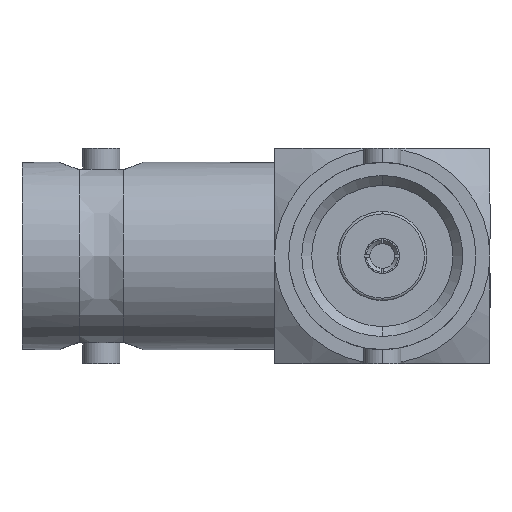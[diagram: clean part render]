
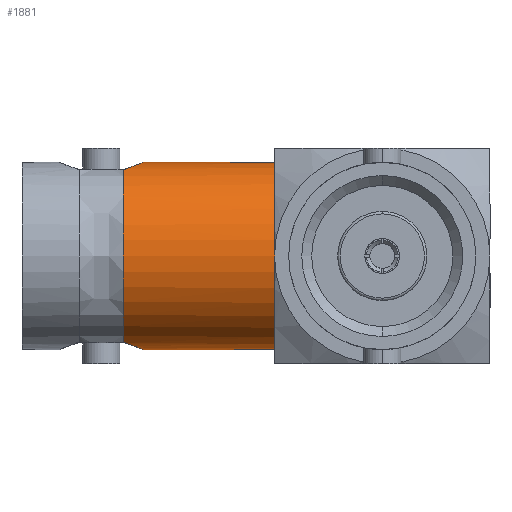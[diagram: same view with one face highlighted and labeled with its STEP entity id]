
A CAD part, left-side view. The second image highlights one B-rep face of the part: STEP entity #1881.
In plain terms, the highlighted cylindrical face has radius 4.801 mm (diameter 9.601 mm), a partial arc.
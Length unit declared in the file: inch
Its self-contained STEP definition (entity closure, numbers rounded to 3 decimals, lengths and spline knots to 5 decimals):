
#10 = DIRECTION ( 'NONE',  ( 0., 0., -1. ) ) ;
#55 = ORIENTED_EDGE ( 'NONE', *, *, #3569, .T. ) ;
#89 = EDGE_CURVE ( 'NONE', #2283, #1679, #2166, .T. ) ;
#251 = ORIENTED_EDGE ( 'NONE', *, *, #1953, .T. ) ;
#345 = CIRCLE ( 'NONE', #5422, 0.189 ) ;
#568 = CARTESIAN_POINT ( 'NONE',  ( -0.04631, 0.49695, -0.18335 ) ) ;
#574 = DIRECTION ( 'NONE',  ( 0., 1., 0. ) ) ;
#621 = DIRECTION ( 'NONE',  ( 0., 1., 0. ) ) ;
#637 = CARTESIAN_POINT ( 'NONE',  ( -0.06263, 0.50976, 0.17851 ) ) ;
#655 = AXIS2_PLACEMENT_3D ( 'NONE', #3981, #4611, #5611 ) ;
#679 = DIRECTION ( 'NONE',  ( 0., 1., 0. ) ) ;
#699 = CARTESIAN_POINT ( 'NONE',  ( -0.06197, 0.51026, -0.17863 ) ) ;
#840 = CARTESIAN_POINT ( 'NONE',  ( -0.07015, 0.52117, 0.1755 ) ) ;
#957 = CARTESIAN_POINT ( 'NONE',  ( -0.07015, 0.523, 0.1755 ) ) ;
#1519 = ORIENTED_EDGE ( 'NONE', *, *, #1662, .F. ) ;
#1662 = EDGE_CURVE ( 'NONE', #5971, #1785, #5252, .T. ) ;
#1679 = VERTEX_POINT ( 'NONE', #2633 ) ;
#1683 = ORIENTED_EDGE ( 'NONE', *, *, #2481, .T. ) ;
#1696 = CARTESIAN_POINT ( 'NONE',  ( 0., 0.16014, 0.189 ) ) ;
#1783 = EDGE_LOOP ( 'NONE', ( #1519, #251, #5248, #1683, #4801, #55, #3412, #2148 ) ) ;
#1785 = VERTEX_POINT ( 'NONE', #5988 ) ;
#1853 = DIRECTION ( 'NONE',  ( 0., -1., 0. ) ) ;
#1881 = ADVANCED_FACE ( 'NONE', ( #4112 ), #3548, .T. ) ;
#1953 = EDGE_CURVE ( 'NONE', #5971, #2283, #345, .T. ) ;
#1986 = VECTOR ( 'NONE', #679, 39.37008 ) ;
#2148 = ORIENTED_EDGE ( 'NONE', *, *, #2402, .T. ) ;
#2166 = LINE ( 'NONE', #1696, #1986 ) ;
#2283 = VERTEX_POINT ( 'NONE', #5098 ) ;
#2402 = EDGE_CURVE ( 'NONE', #5703, #1785, #3999, .T. ) ;
#2404 = VECTOR ( 'NONE', #2981, 39.37008 ) ;
#2481 = EDGE_CURVE ( 'NONE', #1679, #5294, #3062, .T. ) ;
#2493 = AXIS2_PLACEMENT_3D ( 'NONE', #6404, #1853, #3869 ) ;
#2633 = CARTESIAN_POINT ( 'NONE',  ( 0., 0.48338, 0.189 ) ) ;
#2684 = CARTESIAN_POINT ( 'NONE',  ( -0.02766, 0.48775, -0.18709 ) ) ;
#2796 = CARTESIAN_POINT ( 'NONE',  ( -0.07015, 0.523, -0.1755 ) ) ;
#2922 = DIRECTION ( 'NONE',  ( 0., -1., 0. ) ) ;
#2981 = DIRECTION ( 'NONE',  ( 0., 1., 0. ) ) ;
#2984 = CARTESIAN_POINT ( 'NONE',  ( -0.07015, 0.52117, -0.1755 ) ) ;
#2988 = LINE ( 'NONE', #3427, #5144 ) ;
#3062 = B_SPLINE_CURVE_WITH_KNOTS ( 'NONE', 3,
 ( #3112, #6170, #3639, #5671, #637, #840 ),
 .UNSPECIFIED., .F., .F.,
 ( 4, 2, 4 ),
 ( 0.50002, 0.75001, 1. ),
 .UNSPECIFIED. ) ;
#3112 = CARTESIAN_POINT ( 'NONE',  ( 0., 0.48338, 0.189 ) ) ;
#3412 = ORIENTED_EDGE ( 'NONE', *, *, #4221, .T. ) ;
#3427 = CARTESIAN_POINT ( 'NONE',  ( -0.07015, 0.56738, -0.1755 ) ) ;
#3478 = LINE ( 'NONE', #5499, #2404 ) ;
#3548 = CYLINDRICAL_SURFACE ( 'NONE', #655, 0.189 ) ;
#3569 = EDGE_CURVE ( 'NONE', #3619, #5226, #4074, .T. ) ;
#3619 = VERTEX_POINT ( 'NONE', #957 ) ;
#3639 = CARTESIAN_POINT ( 'NONE',  ( -0.02801, 0.48699, 0.18733 ) ) ;
#3675 = CARTESIAN_POINT ( 'NONE',  ( 0., 0.48338, -0.189 ) ) ;
#3767 = CARTESIAN_POINT ( 'NONE',  ( 0., 0.2175, -0.189 ) ) ;
#3869 = DIRECTION ( 'NONE',  ( 0., 0., 1. ) ) ;
#3928 = VECTOR ( 'NONE', #621, 39.37008 ) ;
#3981 = CARTESIAN_POINT ( 'NONE',  ( 0., 0.16014, 0. ) ) ;
#3999 = B_SPLINE_CURVE_WITH_KNOTS ( 'NONE', 3,
 ( #4142, #5201, #699, #5771, #568, #4704, #2684, #4603, #5637, #3675 ),
 .UNSPECIFIED., .F., .F.,
 ( 4, 2, 2, 2, 4 ),
 ( 0., 0.125, 0.25001, 0.37501, 0.50002 ),
 .UNSPECIFIED. ) ;
#4074 = CIRCLE ( 'NONE', #2493, 0.189 ) ;
#4112 = FACE_OUTER_BOUND ( 'NONE', #1783, .T. ) ;
#4142 = CARTESIAN_POINT ( 'NONE',  ( -0.07015, 0.52117, -0.1755 ) ) ;
#4221 = EDGE_CURVE ( 'NONE', #5226, #5703, #2988, .T. ) ;
#4456 = CARTESIAN_POINT ( 'NONE',  ( -0.07015, 0.52117, 0.1755 ) ) ;
#4580 = EDGE_CURVE ( 'NONE', #5294, #3619, #3478, .T. ) ;
#4603 = CARTESIAN_POINT ( 'NONE',  ( -0.014, 0.48426, -0.18861 ) ) ;
#4611 = DIRECTION ( 'NONE',  ( 0., 1., 0. ) ) ;
#4704 = CARTESIAN_POINT ( 'NONE',  ( -0.03403, 0.49027, -0.18602 ) ) ;
#4801 = ORIENTED_EDGE ( 'NONE', *, *, #4580, .T. ) ;
#5098 = CARTESIAN_POINT ( 'NONE',  ( 0., 0.2175, 0.189 ) ) ;
#5144 = VECTOR ( 'NONE', #2922, 39.37008 ) ;
#5201 = CARTESIAN_POINT ( 'NONE',  ( -0.06639, 0.51546, -0.177 ) ) ;
#5226 = VERTEX_POINT ( 'NONE', #2796 ) ;
#5248 = ORIENTED_EDGE ( 'NONE', *, *, #89, .T. ) ;
#5252 = LINE ( 'NONE', #6286, #3928 ) ;
#5294 = VERTEX_POINT ( 'NONE', #4456 ) ;
#5422 = AXIS2_PLACEMENT_3D ( 'NONE', #5511, #574, #10 ) ;
#5499 = CARTESIAN_POINT ( 'NONE',  ( -0.07015, -1.38135, 0.1755 ) ) ;
#5511 = CARTESIAN_POINT ( 'NONE',  ( 0., 0.2175, 0. ) ) ;
#5611 = DIRECTION ( 'NONE',  ( 0., 0., 1. ) ) ;
#5637 = CARTESIAN_POINT ( 'NONE',  ( -0.00703, 0.48338, -0.189 ) ) ;
#5671 = CARTESIAN_POINT ( 'NONE',  ( -0.05233, 0.50023, 0.18204 ) ) ;
#5703 = VERTEX_POINT ( 'NONE', #2984 ) ;
#5771 = CARTESIAN_POINT ( 'NONE',  ( -0.05182, 0.50091, -0.18184 ) ) ;
#5971 = VERTEX_POINT ( 'NONE', #3767 ) ;
#5988 = CARTESIAN_POINT ( 'NONE',  ( 0., 0.48338, -0.189 ) ) ;
#6170 = CARTESIAN_POINT ( 'NONE',  ( -0.01406, 0.48338, 0.189 ) ) ;
#6286 = CARTESIAN_POINT ( 'NONE',  ( 0., 0.16014, -0.189 ) ) ;
#6404 = CARTESIAN_POINT ( 'NONE',  ( 0., 0.523, 0. ) ) ;
